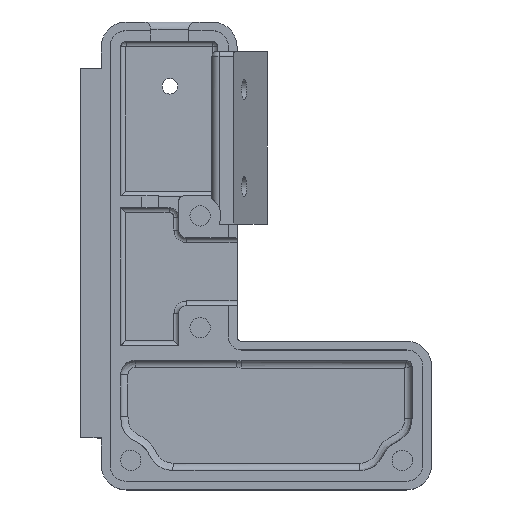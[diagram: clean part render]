
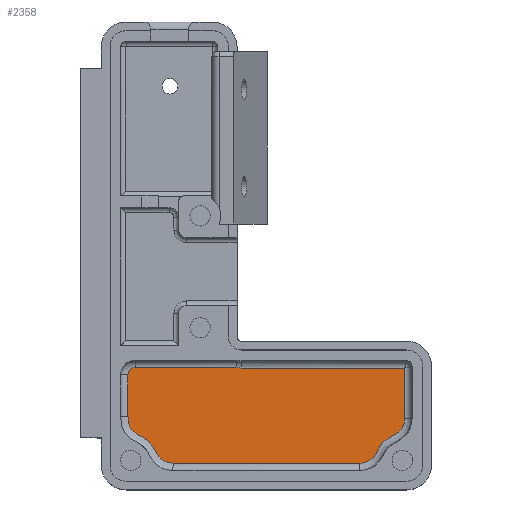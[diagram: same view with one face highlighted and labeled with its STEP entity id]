
A CAD part, top view. The second image highlights one B-rep face of the part: STEP entity #2358.
In plain terms, the highlighted planar face has unit normal (0, 0, 1).
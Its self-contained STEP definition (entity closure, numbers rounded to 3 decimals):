
#29=B_SPLINE_CURVE_WITH_KNOTS('',3,(#3778,#3779,#3780,#3781,#3782,#3783,
#3784,#3785,#3786,#3787,#3788,#3789,#3790,#3791,#3792,#3793,#3794,#3795,
#3796,#3797,#3798,#3799,#3800,#3801,#3802),.UNSPECIFIED.,.F.,.F.,(4,1,1,
1,1,1,1,1,1,1,1,1,1,1,1,1,1,1,1,1,1,1,4),(-1.388,-1.304,
-1.218,-1.174,-1.131,-1.045,
-1.023,-1.001,-0.98,-0.958,
-0.871,-0.698,-0.655,-0.524,
-0.436,-0.393,-0.371,-0.349,
-0.305,-0.262,-0.175,-0.087,
-0.004),.UNSPECIFIED.);
#33=B_SPLINE_CURVE_WITH_KNOTS('',3,(#4044,#4045,#4046,#4047,#4048,#4049,
#4050,#4051,#4052,#4053,#4054,#4055,#4056,#4057,#4058,#4059,#4060,#4061,
#4062,#4063,#4064),.UNSPECIFIED.,.F.,.F.,(4,1,1,1,1,1,1,1,1,1,2,1,1,1,1,
1,1,4),(0.004,0.14,0.209,0.279,
0.288,0.297,0.314,0.349,
0.419,0.558,0.698,0.844,
0.99,1.063,1.136,1.209,1.282,
1.428),.UNSPECIFIED.);
#62=PLANE('',#2534);
#149=FACE_OUTER_BOUND('',#291,.T.);
#291=EDGE_LOOP('',(#1669,#1670,#1671,#1672,#1673,#1674,#1675,#1676,#1677));
#445=CIRCLE('',#2519,1.5);
#446=CIRCLE('',#2522,6.4);
#558=LINE('',#3597,#780);
#561=LINE('',#3885,#783);
#563=LINE('',#4093,#785);
#565=LINE('',#4112,#787);
#567=LINE('',#4135,#789);
#780=VECTOR('',#2816,10.);
#783=VECTOR('',#2821,10.);
#785=VECTOR('',#2829,10.);
#787=VECTOR('',#2839,10.);
#789=VECTOR('',#2851,10.);
#1006=VERTEX_POINT('',#3592);
#1007=VERTEX_POINT('',#3596);
#1009=VERTEX_POINT('',#3777);
#1012=VERTEX_POINT('',#3884);
#1013=VERTEX_POINT('',#4043);
#1015=VERTEX_POINT('',#4089);
#1017=VERTEX_POINT('',#4103);
#1020=VERTEX_POINT('',#4111);
#1021=VERTEX_POINT('',#4128);
#1239=EDGE_CURVE('',#1006,#1007,#558,.T.);
#1242=EDGE_CURVE('',#1007,#1009,#29,.T.);
#1246=EDGE_CURVE('',#1009,#1012,#561,.T.);
#1248=EDGE_CURVE('',#1012,#1013,#33,.T.);
#1253=EDGE_CURVE('',#1013,#1015,#563,.T.);
#1256=EDGE_CURVE('',#1015,#1017,#445,.T.);
#1258=EDGE_CURVE('',#1017,#1020,#565,.T.);
#1260=EDGE_CURVE('',#1020,#1021,#446,.T.);
#1264=EDGE_CURVE('',#1021,#1006,#567,.T.);
#1669=ORIENTED_EDGE('',*,*,#1239,.F.);
#1670=ORIENTED_EDGE('',*,*,#1264,.F.);
#1671=ORIENTED_EDGE('',*,*,#1260,.F.);
#1672=ORIENTED_EDGE('',*,*,#1258,.F.);
#1673=ORIENTED_EDGE('',*,*,#1256,.F.);
#1674=ORIENTED_EDGE('',*,*,#1253,.F.);
#1675=ORIENTED_EDGE('',*,*,#1248,.F.);
#1676=ORIENTED_EDGE('',*,*,#1246,.F.);
#1677=ORIENTED_EDGE('',*,*,#1242,.F.);
#2358=ADVANCED_FACE('',(#149),#62,.T.);
#2519=AXIS2_PLACEMENT_3D('',#4107,#2834,#2835);
#2522=AXIS2_PLACEMENT_3D('',#4129,#2842,#2843);
#2534=AXIS2_PLACEMENT_3D('',#4158,#2876,#2877);
#2816=DIRECTION('',(0.,-1.,0.));
#2821=DIRECTION('',(-1.,0.,0.));
#2829=DIRECTION('',(0.,1.,0.));
#2834=DIRECTION('center_axis',(0.,0.,-1.));
#2835=DIRECTION('ref_axis',(-0.707,0.707,0.));
#2839=DIRECTION('',(1.,0.,0.));
#2842=DIRECTION('center_axis',(0.,0.,1.));
#2843=DIRECTION('ref_axis',(-0.101,-0.995,0.));
#2851=DIRECTION('',(1.,0.,0.));
#2876=DIRECTION('center_axis',(0.,0.,1.));
#2877=DIRECTION('ref_axis',(1.,0.,0.));
#3592=CARTESIAN_POINT('',(28.47,-23.6,-8.));
#3596=CARTESIAN_POINT('',(28.47,-34.01,-8.));
#3597=CARTESIAN_POINT('',(28.47,-16.091,-8.));
#3777=CARTESIAN_POINT('',(19.192,-43.2,-8.));
#3778=CARTESIAN_POINT('Ctrl Pts',(28.47,-34.01,-8.));
#3779=CARTESIAN_POINT('Ctrl Pts',(28.456,-34.287,-8.));
#3780=CARTESIAN_POINT('Ctrl Pts',(28.397,-34.851,-8.));
#3781=CARTESIAN_POINT('Ctrl Pts',(28.2,-35.539,-8.));
#3782=CARTESIAN_POINT('Ctrl Pts',(27.925,-36.049,-8.));
#3783=CARTESIAN_POINT('Ctrl Pts',(27.569,-36.507,-8.));
#3784=CARTESIAN_POINT('Ctrl Pts',(27.172,-36.825,-8.));
#3785=CARTESIAN_POINT('Ctrl Pts',(26.811,-37.064,-8.));
#3786=CARTESIAN_POINT('Ctrl Pts',(26.627,-37.178,-8.));
#3787=CARTESIAN_POINT('Ctrl Pts',(26.441,-37.288,-8.));
#3788=CARTESIAN_POINT('Ctrl Pts',(26.067,-37.504,-8.));
#3789=CARTESIAN_POINT('Ctrl Pts',(25.247,-37.956,-8.));
#3790=CARTESIAN_POINT('Ctrl Pts',(24.407,-38.534,-8.));
#3791=CARTESIAN_POINT('Ctrl Pts',(23.623,-39.392,-8.));
#3792=CARTESIAN_POINT('Ctrl Pts',(23.141,-40.123,-8.));
#3793=CARTESIAN_POINT('Ctrl Pts',(22.715,-40.884,-8.));
#3794=CARTESIAN_POINT('Ctrl Pts',(22.454,-41.32,-8.));
#3795=CARTESIAN_POINT('Ctrl Pts',(22.296,-41.563,-8.));
#3796=CARTESIAN_POINT('Ctrl Pts',(22.131,-41.802,-8.));
#3797=CARTESIAN_POINT('Ctrl Pts',(21.905,-42.086,-8.));
#3798=CARTESIAN_POINT('Ctrl Pts',(21.491,-42.498,-8.));
#3799=CARTESIAN_POINT('Ctrl Pts',(20.862,-42.879,-8.));
#3800=CARTESIAN_POINT('Ctrl Pts',(20.03,-43.113,-8.));
#3801=CARTESIAN_POINT('Ctrl Pts',(19.468,-43.181,-8.));
#3802=CARTESIAN_POINT('Ctrl Pts',(19.192,-43.2,-8.));
#3884=CARTESIAN_POINT('',(-19.192,-43.2,-8.));
#3885=CARTESIAN_POINT('',(10.165,-43.2,-8.));
#4043=CARTESIAN_POINT('',(-28.48,-33.6,-8.));
#4044=CARTESIAN_POINT('Ctrl Pts',(-19.192,-43.2,-8.));
#4045=CARTESIAN_POINT('Ctrl Pts',(-19.642,-43.169,-8.));
#4046=CARTESIAN_POINT('Ctrl Pts',(-20.322,-43.068,-8.));
#4047=CARTESIAN_POINT('Ctrl Pts',(-21.172,-42.712,-8.));
#4048=CARTESIAN_POINT('Ctrl Pts',(-21.571,-42.413,-8.));
#4049=CARTESIAN_POINT('Ctrl Pts',(-21.779,-42.209,-8.));
#4050=CARTESIAN_POINT('Ctrl Pts',(-21.859,-42.126,-8.));
#4051=CARTESIAN_POINT('Ctrl Pts',(-21.995,-41.974,-8.));
#4052=CARTESIAN_POINT('Ctrl Pts',(-22.245,-41.652,-8.));
#4053=CARTESIAN_POINT('Ctrl Pts',(-22.679,-40.962,-8.));
#4054=CARTESIAN_POINT('Ctrl Pts',(-23.233,-39.939,-8.));
#4055=CARTESIAN_POINT('Ctrl Pts',(-23.79,-39.188,-8.));
#4056=CARTESIAN_POINT('Ctrl Pts',(-24.464,-38.515,-8.));
#4057=CARTESIAN_POINT('Ctrl Pts',(-25.255,-37.936,-8.));
#4058=CARTESIAN_POINT('Ctrl Pts',(-26.33,-37.369,-8.));
#4059=CARTESIAN_POINT('Ctrl Pts',(-27.155,-36.849,-8.));
#4060=CARTESIAN_POINT('Ctrl Pts',(-27.71,-36.368,-8.));
#4061=CARTESIAN_POINT('Ctrl Pts',(-28.117,-35.751,-8.));
#4062=CARTESIAN_POINT('Ctrl Pts',(-28.424,-34.82,-8.));
#4063=CARTESIAN_POINT('Ctrl Pts',(-28.48,-34.087,-8.));
#4064=CARTESIAN_POINT('Ctrl Pts',(-28.48,-33.6,-8.));
#4089=CARTESIAN_POINT('',(-28.48,-25.,-8.));
#4093=CARTESIAN_POINT('',(-28.48,-26.291,-8.));
#4103=CARTESIAN_POINT('',(-26.98,-23.5,-8.));
#4107=CARTESIAN_POINT('Origin',(-26.98,-25.,-8.));
#4111=CARTESIAN_POINT('',(-6.257,-23.5,-8.));
#4112=CARTESIAN_POINT('',(-20.285,-23.5,-8.));
#4128=CARTESIAN_POINT('',(-5.13,-23.6,-8.));
#4129=CARTESIAN_POINT('Origin',(-5.13,-17.2,-8.));
#4135=CARTESIAN_POINT('',(-6.835,-23.6,-8.));
#4158=CARTESIAN_POINT('Origin',(-8.539,-8.983,-8.));
